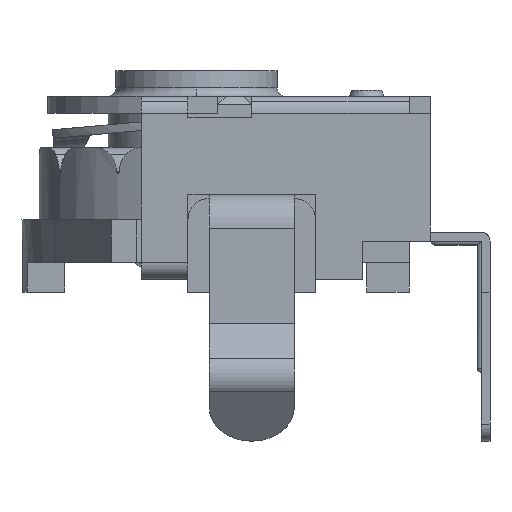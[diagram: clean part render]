
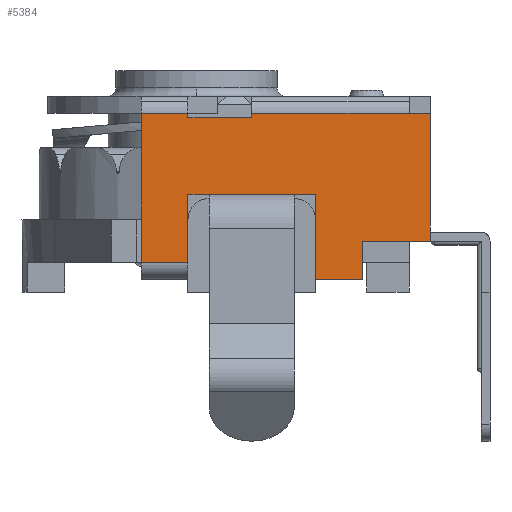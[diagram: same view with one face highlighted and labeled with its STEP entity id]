
A CAD part, front view. The second image highlights one B-rep face of the part: STEP entity #5384.
In plain terms, the highlighted face is planar.
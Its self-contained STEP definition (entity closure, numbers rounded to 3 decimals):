
#11 = LINE ( 'NONE', #18783, #6275 ) ;
#96 = ORIENTED_EDGE ( 'NONE', *, *, #1774, .F. ) ;
#267 = VERTEX_POINT ( 'NONE', #5122 ) ;
#274 = CARTESIAN_POINT ( 'NONE',  ( -0.2, -1.9, 4.85 ) ) ;
#290 = ORIENTED_EDGE ( 'NONE', *, *, #11671, .F. ) ;
#297 = LINE ( 'NONE', #14968, #8489 ) ;
#323 = CARTESIAN_POINT ( 'NONE',  ( 5.5, 0., 4.85 ) ) ;
#328 = ORIENTED_EDGE ( 'NONE', *, *, #5928, .F. ) ;
#386 = DIRECTION ( 'NONE',  ( 0., 1., 0. ) ) ;
#816 = EDGE_LOOP ( 'NONE', ( #3305, #96, #5255, #11115, #328, #2946, #5862, #11714, #1902, #9137, #1915, #290, #9298, #4065, #16356, #8689, #13973 ) ) ;
#917 = CARTESIAN_POINT ( 'NONE',  ( -0.2, -3.5, 4.85 ) ) ;
#920 = DIRECTION ( 'NONE',  ( 0., 1., 0. ) ) ;
#1675 = VECTOR ( 'NONE', #11070, 1000. ) ;
#1756 = CARTESIAN_POINT ( 'NONE',  ( -0.2, -0.1, 4.85 ) ) ;
#1774 = EDGE_CURVE ( 'NONE', #13550, #15265, #18093, .T. ) ;
#1890 = LINE ( 'NONE', #7675, #11823 ) ;
#1902 = ORIENTED_EDGE ( 'NONE', *, *, #13873, .F. ) ;
#1915 = ORIENTED_EDGE ( 'NONE', *, *, #16818, .T. ) ;
#1918 = VERTEX_POINT ( 'NONE', #14564 ) ;
#2287 = VERTEX_POINT ( 'NONE', #9844 ) ;
#2376 = VERTEX_POINT ( 'NONE', #7372 ) ;
#2396 = VERTEX_POINT ( 'NONE', #11742 ) ;
#2602 = EDGE_CURVE ( 'NONE', #15407, #2979, #5462, .T. ) ;
#2658 = CARTESIAN_POINT ( 'NONE',  ( 0.5, -1.9, 4.85 ) ) ;
#2737 = VECTOR ( 'NONE', #6589, 1000. ) ;
#2758 = LINE ( 'NONE', #2658, #6000 ) ;
#2946 = ORIENTED_EDGE ( 'NONE', *, *, #2602, .T. ) ;
#2956 = DIRECTION ( 'NONE',  ( -1., 0., 0. ) ) ;
#2979 = VERTEX_POINT ( 'NONE', #6857 ) ;
#3305 = ORIENTED_EDGE ( 'NONE', *, *, #9067, .F. ) ;
#3359 = LINE ( 'NONE', #7913, #12548 ) ;
#3572 = CARTESIAN_POINT ( 'NONE',  ( -0.2, 0.2, 4.85 ) ) ;
#3636 = EDGE_CURVE ( 'NONE', #2376, #18481, #297, .T. ) ;
#3774 = DIRECTION ( 'NONE',  ( -1., 0., 0. ) ) ;
#3882 = DIRECTION ( 'NONE',  ( 0., -1., 0. ) ) ;
#4065 = ORIENTED_EDGE ( 'NONE', *, *, #6561, .T. ) ;
#4162 = VECTOR ( 'NONE', #3774, 1000. ) ;
#4450 = CARTESIAN_POINT ( 'NONE',  ( 3.9, -3.9, 4.85 ) ) ;
#5122 = CARTESIAN_POINT ( 'NONE',  ( 3.9, -3., 4.85 ) ) ;
#5255 = ORIENTED_EDGE ( 'NONE', *, *, #14432, .F. ) ;
#5257 = CARTESIAN_POINT ( 'NONE',  ( -1.3, 0., 4.85 ) ) ;
#5308 = CARTESIAN_POINT ( 'NONE',  ( -0.2, -1.9, 4.85 ) ) ;
#5384 = ADVANCED_FACE ( 'NONE', ( #18617 ), #15759, .T. ) ;
#5393 = VECTOR ( 'NONE', #12790, 1000. ) ;
#5400 = DIRECTION ( 'NONE',  ( -1., 0., 0. ) ) ;
#5462 = LINE ( 'NONE', #10016, #14039 ) ;
#5714 = CARTESIAN_POINT ( 'NONE',  ( 0.277, 0., 4.85 ) ) ;
#5755 = VERTEX_POINT ( 'NONE', #10478 ) ;
#5822 = CARTESIAN_POINT ( 'NONE',  ( -1.025, -3.5, 4.85 ) ) ;
#5862 = ORIENTED_EDGE ( 'NONE', *, *, #16973, .F. ) ;
#5928 = EDGE_CURVE ( 'NONE', #15407, #12375, #11, .T. ) ;
#6000 = VECTOR ( 'NONE', #11407, 1000. ) ;
#6206 = CARTESIAN_POINT ( 'NONE',  ( 2.3, -1.9, 4.85 ) ) ;
#6275 = VECTOR ( 'NONE', #16021, 1000. ) ;
#6559 = VECTOR ( 'NONE', #920, 1000. ) ;
#6561 = EDGE_CURVE ( 'NONE', #13898, #15437, #17099, .T. ) ;
#6589 = DIRECTION ( 'NONE',  ( -1., 0., 0. ) ) ;
#6821 = LINE ( 'NONE', #12623, #14192 ) ;
#6857 = CARTESIAN_POINT ( 'NONE',  ( 2.8, -3.9, 4.85 ) ) ;
#7243 = AXIS2_PLACEMENT_3D ( 'NONE', #5257, #8212, #15664 ) ;
#7372 = CARTESIAN_POINT ( 'NONE',  ( 5.5, -3., 4.85 ) ) ;
#7675 = CARTESIAN_POINT ( 'NONE',  ( 0.277, 0., 4.85 ) ) ;
#7730 = CARTESIAN_POINT ( 'NONE',  ( 2.8, -1.9, 4.85 ) ) ;
#7913 = CARTESIAN_POINT ( 'NONE',  ( 1.3, 0.2, 4.85 ) ) ;
#8008 = LINE ( 'NONE', #9988, #2737 ) ;
#8044 = VERTEX_POINT ( 'NONE', #12517 ) ;
#8140 = CARTESIAN_POINT ( 'NONE',  ( 3.9, -3., 4.85 ) ) ;
#8212 = DIRECTION ( 'NONE',  ( 0., 0., 1. ) ) ;
#8235 = CARTESIAN_POINT ( 'NONE',  ( -1.3, 0., 4.85 ) ) ;
#8278 = LINE ( 'NONE', #5714, #16053 ) ;
#8333 = LINE ( 'NONE', #8140, #11157 ) ;
#8489 = VECTOR ( 'NONE', #386, 1000. ) ;
#8680 = EDGE_CURVE ( 'NONE', #13693, #13898, #3359, .T. ) ;
#8689 = ORIENTED_EDGE ( 'NONE', *, *, #17624, .F. ) ;
#8836 = CARTESIAN_POINT ( 'NONE',  ( 1.3, -0.1, 4.85 ) ) ;
#8853 = VECTOR ( 'NONE', #3882, 1000. ) ;
#9067 = EDGE_CURVE ( 'NONE', #15265, #2396, #10093, .T. ) ;
#9137 = ORIENTED_EDGE ( 'NONE', *, *, #3636, .T. ) ;
#9298 = ORIENTED_EDGE ( 'NONE', *, *, #8680, .T. ) ;
#9469 = LINE ( 'NONE', #3572, #6559 ) ;
#9844 = CARTESIAN_POINT ( 'NONE',  ( -0.2, 0., 4.85 ) ) ;
#9988 = CARTESIAN_POINT ( 'NONE',  ( -1.3, -1.9, 4.85 ) ) ;
#10016 = CARTESIAN_POINT ( 'NONE',  ( 2.8, -1.9, 4.85 ) ) ;
#10093 = LINE ( 'NONE', #5822, #11939 ) ;
#10478 = CARTESIAN_POINT ( 'NONE',  ( 0.3, -1.9, 4.85 ) ) ;
#11070 = DIRECTION ( 'NONE',  ( 0., -1., 0. ) ) ;
#11115 = ORIENTED_EDGE ( 'NONE', *, *, #17572, .T. ) ;
#11141 = DIRECTION ( 'NONE',  ( 0., -1., 0. ) ) ;
#11143 = CARTESIAN_POINT ( 'NONE',  ( -0.336, -0.1, 4.85 ) ) ;
#11157 = VECTOR ( 'NONE', #11170, 1000. ) ;
#11170 = DIRECTION ( 'NONE',  ( 0., -1., 0. ) ) ;
#11288 = CARTESIAN_POINT ( 'NONE',  ( 1.3, 0., 4.85 ) ) ;
#11407 = DIRECTION ( 'NONE',  ( 1., 0., 0. ) ) ;
#11671 = EDGE_CURVE ( 'NONE', #13693, #8044, #1890, .T. ) ;
#11714 = ORIENTED_EDGE ( 'NONE', *, *, #15226, .F. ) ;
#11742 = CARTESIAN_POINT ( 'NONE',  ( -1.3, -3.5, 4.85 ) ) ;
#11823 = VECTOR ( 'NONE', #13494, 1000. ) ;
#11939 = VECTOR ( 'NONE', #2956, 1000. ) ;
#12049 = LINE ( 'NONE', #17995, #4162 ) ;
#12375 = VERTEX_POINT ( 'NONE', #6206 ) ;
#12517 = CARTESIAN_POINT ( 'NONE',  ( 5., 0., 4.85 ) ) ;
#12548 = VECTOR ( 'NONE', #13725, 1000. ) ;
#12623 = CARTESIAN_POINT ( 'NONE',  ( 3.9, -3.9, 4.85 ) ) ;
#12790 = DIRECTION ( 'NONE',  ( -1., 0., 0. ) ) ;
#12827 = LINE ( 'NONE', #14365, #18254 ) ;
#13204 = DIRECTION ( 'NONE',  ( -1., 0., 0. ) ) ;
#13494 = DIRECTION ( 'NONE',  ( 1., 0., 0. ) ) ;
#13550 = VERTEX_POINT ( 'NONE', #274 ) ;
#13693 = VERTEX_POINT ( 'NONE', #11288 ) ;
#13725 = DIRECTION ( 'NONE',  ( 0., -1., 0. ) ) ;
#13873 = EDGE_CURVE ( 'NONE', #2376, #267, #12827, .T. ) ;
#13898 = VERTEX_POINT ( 'NONE', #8836 ) ;
#13973 = ORIENTED_EDGE ( 'NONE', *, *, #18315, .T. ) ;
#14039 = VECTOR ( 'NONE', #11141, 1000. ) ;
#14192 = VECTOR ( 'NONE', #5400, 1000. ) ;
#14365 = CARTESIAN_POINT ( 'NONE',  ( 5.5, -3., 4.85 ) ) ;
#14432 = EDGE_CURVE ( 'NONE', #5755, #13550, #8008, .T. ) ;
#14564 = CARTESIAN_POINT ( 'NONE',  ( -1.3, 0., 4.85 ) ) ;
#14968 = CARTESIAN_POINT ( 'NONE',  ( 5.5, 0., 4.85 ) ) ;
#14975 = VERTEX_POINT ( 'NONE', #4450 ) ;
#15226 = EDGE_CURVE ( 'NONE', #267, #14975, #8333, .T. ) ;
#15265 = VERTEX_POINT ( 'NONE', #917 ) ;
#15407 = VERTEX_POINT ( 'NONE', #7730 ) ;
#15437 = VERTEX_POINT ( 'NONE', #1756 ) ;
#15664 = DIRECTION ( 'NONE',  ( 1., 0., 0. ) ) ;
#15759 = PLANE ( 'NONE',  #7243 ) ;
#15885 = EDGE_CURVE ( 'NONE', #15437, #2287, #9469, .T. ) ;
#16021 = DIRECTION ( 'NONE',  ( -1., 0., 0. ) ) ;
#16053 = VECTOR ( 'NONE', #17360, 1000. ) ;
#16356 = ORIENTED_EDGE ( 'NONE', *, *, #15885, .T. ) ;
#16818 = EDGE_CURVE ( 'NONE', #18481, #8044, #12049, .T. ) ;
#16973 = EDGE_CURVE ( 'NONE', #14975, #2979, #6821, .T. ) ;
#17099 = LINE ( 'NONE', #11143, #5393 ) ;
#17360 = DIRECTION ( 'NONE',  ( 1., 0., 0. ) ) ;
#17572 = EDGE_CURVE ( 'NONE', #5755, #12375, #2758, .T. ) ;
#17624 = EDGE_CURVE ( 'NONE', #1918, #2287, #8278, .T. ) ;
#17995 = CARTESIAN_POINT ( 'NONE',  ( 1.975, 0., 4.85 ) ) ;
#18093 = LINE ( 'NONE', #5308, #8853 ) ;
#18254 = VECTOR ( 'NONE', #13204, 1000. ) ;
#18315 = EDGE_CURVE ( 'NONE', #1918, #2396, #18641, .T. ) ;
#18481 = VERTEX_POINT ( 'NONE', #323 ) ;
#18617 = FACE_OUTER_BOUND ( 'NONE', #816, .T. ) ;
#18641 = LINE ( 'NONE', #8235, #1675 ) ;
#18783 = CARTESIAN_POINT ( 'NONE',  ( -1.3, -1.9, 4.85 ) ) ;
